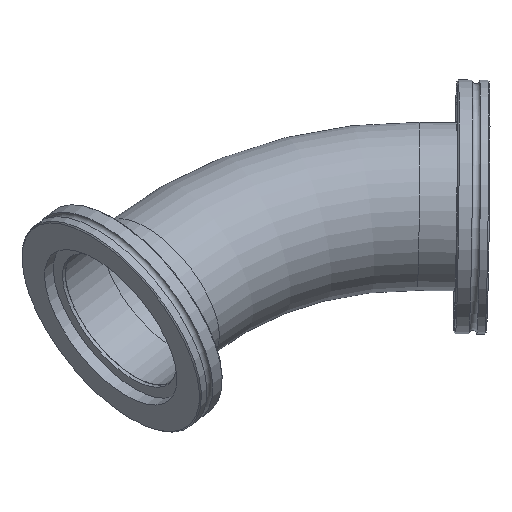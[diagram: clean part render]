
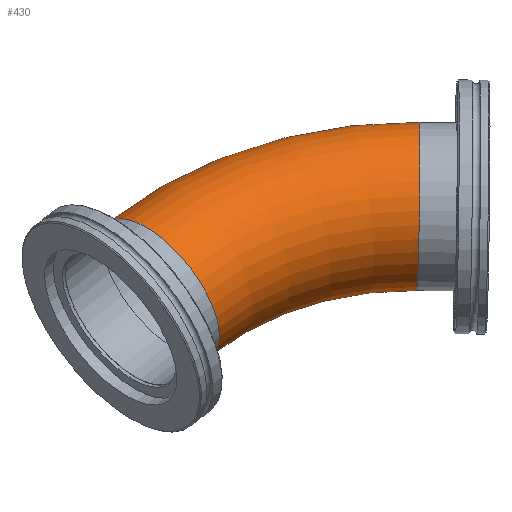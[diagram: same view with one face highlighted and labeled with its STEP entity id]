
A CAD part, top view. The second image highlights one B-rep face of the part: STEP entity #430.
In plain terms, the highlighted toroidal (fillet/blend) face has major radius 136.644 mm and minor radius 31.5 mm.
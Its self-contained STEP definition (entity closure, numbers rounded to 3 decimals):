
#33=TOROIDAL_SURFACE('',#551,136.644,31.5);
#82=FACE_OUTER_BOUND('',#113,.T.);
#113=EDGE_LOOP('',(#394,#395,#396,#397));
#187=CIRCLE('',#550,31.5);
#188=CIRCLE('',#552,105.144);
#189=CIRCLE('',#553,31.5);
#229=VERTEX_POINT('',#839);
#230=VERTEX_POINT('',#843);
#285=EDGE_CURVE('',#229,#229,#187,.T.);
#286=EDGE_CURVE('',#229,#230,#188,.T.);
#287=EDGE_CURVE('',#230,#230,#189,.T.);
#394=ORIENTED_EDGE('',*,*,#285,.F.);
#395=ORIENTED_EDGE('',*,*,#286,.T.);
#396=ORIENTED_EDGE('',*,*,#287,.T.);
#397=ORIENTED_EDGE('',*,*,#286,.F.);
#430=ADVANCED_FACE('',(#82),#33,.T.);
#550=AXIS2_PLACEMENT_3D('',#841,#702,#703);
#551=AXIS2_PLACEMENT_3D('',#842,#704,#705);
#552=AXIS2_PLACEMENT_3D('',#844,#706,#707);
#553=AXIS2_PLACEMENT_3D('',#845,#708,#709);
#702=DIRECTION('center_axis',(0.,-1.,0.));
#703=DIRECTION('ref_axis',(-1.,0.,0.));
#704=DIRECTION('center_axis',(0.,0.,1.));
#705=DIRECTION('ref_axis',(1.,0.,0.));
#706=DIRECTION('center_axis',(0.,0.,-1.));
#707=DIRECTION('ref_axis',(1.,0.,0.));
#708=DIRECTION('center_axis',(-0.707,-0.707,0.));
#709=DIRECTION('ref_axis',(-0.707,0.707,0.));
#839=CARTESIAN_POINT('',(-167.914,26.,0.));
#841=CARTESIAN_POINT('Origin',(-199.414,26.,0.));
#842=CARTESIAN_POINT('Origin',(-62.77,26.,0.));
#843=CARTESIAN_POINT('',(-137.118,100.348,0.));
#844=CARTESIAN_POINT('Origin',(-62.77,26.,0.));
#845=CARTESIAN_POINT('Origin',(-159.392,122.622,0.));
